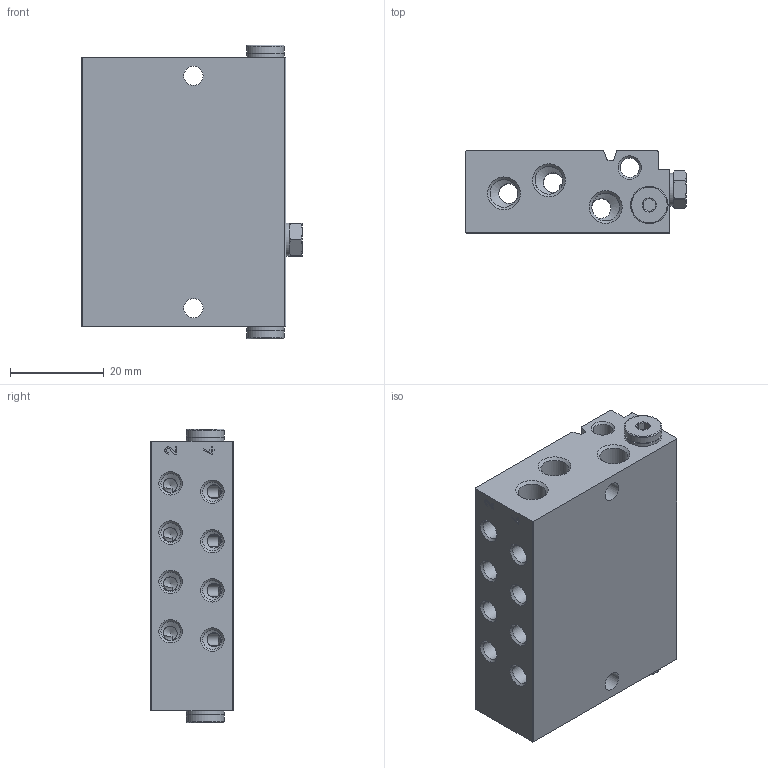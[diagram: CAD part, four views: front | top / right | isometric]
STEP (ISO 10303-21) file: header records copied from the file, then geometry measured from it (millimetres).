
FILE_DESCRIPTION(/* description */ ('STEP AP214'),/* implementation_level */ '2;1');
FILE_NAME(/* name */ '566548_VABM-L1-10AW-M7-4',/* time_stamp */ '2024-09-16T00:37:21+02:00',/* author */ ('License CC BY-ND 4.0'),/* organization */ ('CADENAS'),/* preprocessor_version */ 'ST-DEVELOPER v19.3',/* originating_system */ 'PARTsolutions',/* authorisation */ ' ');
FILE_SCHEMA (('AUTOMOTIVE_DESIGN {1 0 10303 214 3 1 1}'));
Length unit declared in the file: millimetre
Products named in the file (4): 566548 VABM-L1-10AW-M7-4; 566548 VABM-L1-10AW-M7-4---(L1-P); 174308 B-M5-B; 743818 VUVG---(VS)
Assembly tree (4 placements, depth 2):
  566548 VABM-L1-10AW-M7-4
    566548 VABM-L1-10AW-M7-4---(L1-P)
    174308 B-M5-B  x2
    743818 VUVG---(VS)
Bounding box: 47 x 17.5 x 62.5 mm (x, y, z)
Volume: 35842.6 mm3; surface area: 17321.8 mm2
Topology: 4 solids, 4 shells, 483 faces, 1331 edges, 856 vertices
Faces by surface type: plane 233, cylinder 132, cone 105, torus 13
Full cylindrical faces by diameter (mm): 0.35 x2, 0.45 x2, 1.55 x8, 1.567 x8, 2 x2, 2.35 x1, 2.5 x21, 3 x8, 3.3 x1, 3.4 x2, 3.5 x1, 4.019 x1, 4.1 x3, 4.134 x13, 4.2 x5, 5 x3, 5.917 x6, 7 x1, 7.2 x2, 8 x4
Entity records: 13869 total; most frequent: CARTESIAN_POINT 2951, DIRECTION 2087, ORIENTED_EDGE 1924, EDGE_CURVE 962, AXIS2_PLACEMENT_3D 772, FACE_BOUND 759, EDGE_LOOP 727, VERTEX_POINT 725
